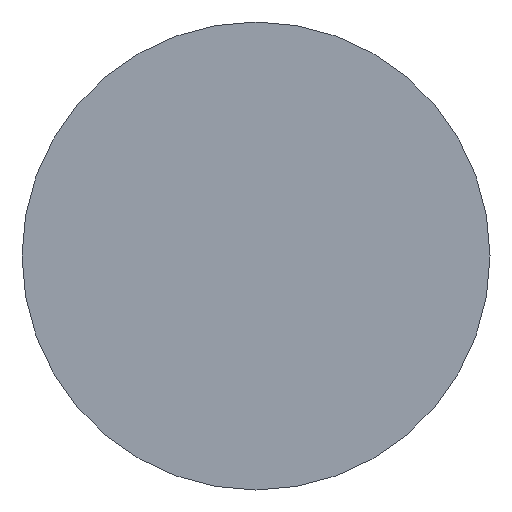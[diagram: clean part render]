
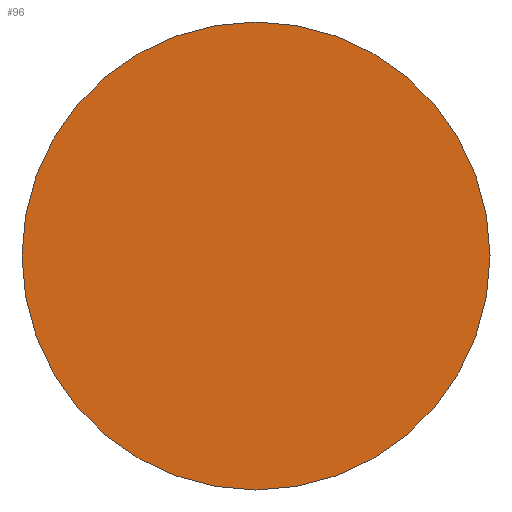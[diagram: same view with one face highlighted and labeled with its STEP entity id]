
A CAD part, front view. The second image highlights one B-rep face of the part: STEP entity #96.
In plain terms, the highlighted planar face has unit normal (0, -1, 0).
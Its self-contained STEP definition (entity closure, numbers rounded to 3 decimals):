
#2 = AXIS2_PLACEMENT_3D ( 'NONE', #22, #121, #5 ) ;
#5 = DIRECTION ( 'NONE',  ( 0., 0., 1. ) ) ;
#6 = CARTESIAN_POINT ( 'NONE',  ( 0., 0., 0. ) ) ;
#9 = VERTEX_POINT ( 'NONE', #38 ) ;
#13 = CIRCLE ( 'NONE', #110, 17. ) ;
#22 = CARTESIAN_POINT ( 'NONE',  ( 0., 0., 0. ) ) ;
#24 = PLANE ( 'NONE',  #2 ) ;
#27 = AXIS2_PLACEMENT_3D ( 'NONE', #101, #90, #149 ) ;
#38 = CARTESIAN_POINT ( 'NONE',  ( 0., 0., -17. ) ) ;
#43 = CIRCLE ( 'NONE', #27, 17. ) ;
#44 = CARTESIAN_POINT ( 'NONE',  ( 0., 0., 17. ) ) ;
#59 = FACE_OUTER_BOUND ( 'NONE', #163, .T. ) ;
#66 = VERTEX_POINT ( 'NONE', #44 ) ;
#77 = DIRECTION ( 'NONE',  ( 0., 0., 1. ) ) ;
#80 = EDGE_CURVE ( 'NONE', #9, #66, #43, .T. ) ;
#90 = DIRECTION ( 'NONE',  ( 0., 1., 0. ) ) ;
#96 = ADVANCED_FACE ( 'NONE', ( #59 ), #24, .F. ) ;
#101 = CARTESIAN_POINT ( 'NONE',  ( 0., 0., 0. ) ) ;
#110 = AXIS2_PLACEMENT_3D ( 'NONE', #6, #154, #77 ) ;
#119 = ORIENTED_EDGE ( 'NONE', *, *, #80, .F. ) ;
#121 = DIRECTION ( 'NONE',  ( 0., 1., 0. ) ) ;
#144 = ORIENTED_EDGE ( 'NONE', *, *, #173, .F. ) ;
#149 = DIRECTION ( 'NONE',  ( 0., 0., 1. ) ) ;
#154 = DIRECTION ( 'NONE',  ( 0., 1., 0. ) ) ;
#163 = EDGE_LOOP ( 'NONE', ( #144, #119 ) ) ;
#173 = EDGE_CURVE ( 'NONE', #66, #9, #13, .T. ) ;
